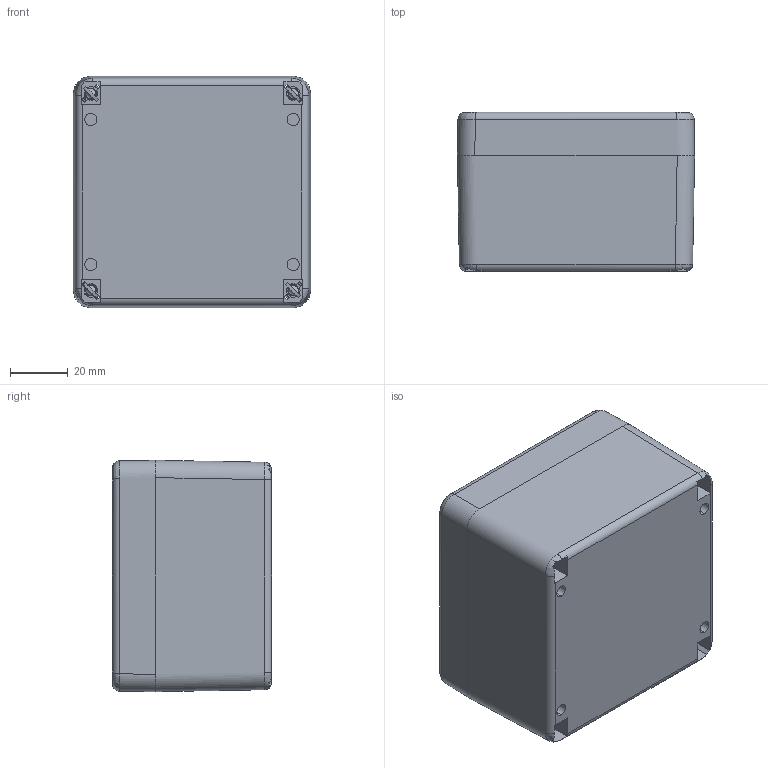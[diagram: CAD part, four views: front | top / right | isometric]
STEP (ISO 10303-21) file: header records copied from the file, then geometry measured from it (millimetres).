
FILE_DESCRIPTION (( 'STEP AP214' ), '1' );
FILE_NAME ('2365-0808-05-00.step', '2023-11-08T05:53:29', ( '' ), ( '' ), 'SwSTEP 2.0', 'SolidWorks 2019', '' );
FILE_SCHEMA (( 'AUTOMOTIVE_DESIGN' ));
Length unit declared in the file: millimetre
Products named in the file (5): Deckelschraube_3,5x14,5; 2365-0808-05-00; Unterteil^2365-0808-05-00; Deckel^2365-0808-05-00
Assembly tree (7 placements, depth 3):
  2365-0808-05-00
    2365-0808-05-00
      Deckelschraube_3,5x14,5  x4
      Unterteil^2365-0808-05-00
      Deckel^2365-0808-05-00
Bounding box: 82 x 55 x 80 mm (x, y, z)
Volume: 104443.3 mm3; surface area: 72454.3 mm2
Topology: 10 solids, 10 shells, 683 faces, 1766 edges, 1102 vertices
Faces by surface type: plane 309, cylinder 184, cone 118, bspline 48, sphere 16, torus 8
Entity records: 20589 total; most frequent: CARTESIAN_POINT 7739, ORIENTED_EDGE 2526, DIRECTION 2471, EDGE_CURVE 1263, AXIS2_PLACEMENT_3D 887, VERTEX_POINT 801, LINE 697, VECTOR 697
